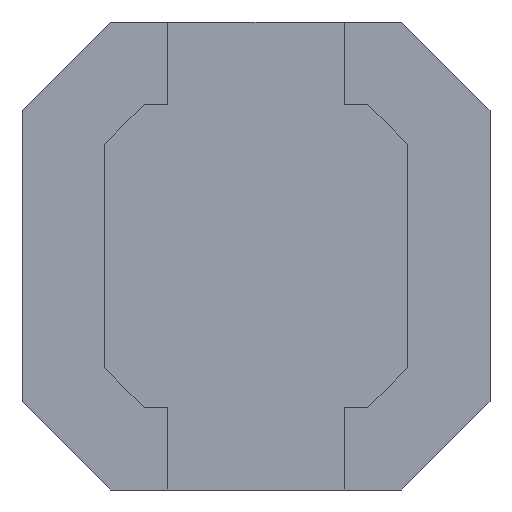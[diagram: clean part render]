
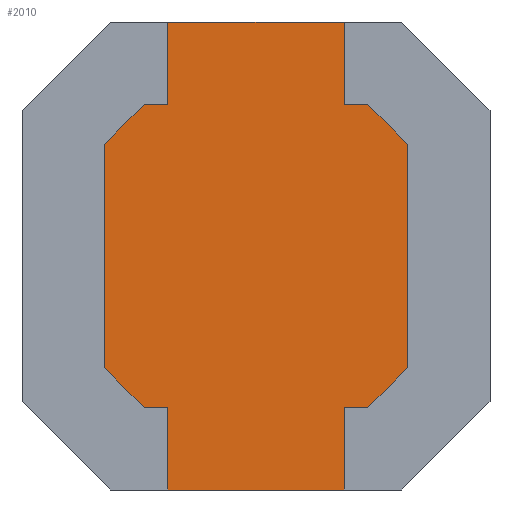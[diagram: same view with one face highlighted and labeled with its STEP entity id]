
A CAD part, front view. The second image highlights one B-rep face of the part: STEP entity #2010.
In plain terms, the highlighted planar face has unit normal (0, -1, 0).
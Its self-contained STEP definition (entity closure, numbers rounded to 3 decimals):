
#7 = EDGE_CURVE ( 'NONE', #734, #813, #3107, .T. ) ;
#75 = DIRECTION ( 'NONE',  ( 0., 0., 1. ) ) ;
#90 = VECTOR ( 'NONE', #2944, 1000. ) ;
#96 = CARTESIAN_POINT ( 'NONE',  ( -0.75, 0.15, 1.99 ) ) ;
#115 = DIRECTION ( 'NONE',  ( -0.707, 0., -0.707 ) ) ;
#239 = LINE ( 'NONE', #1886, #962 ) ;
#256 = LINE ( 'NONE', #2898, #2111 ) ;
#365 = LINE ( 'NONE', #2447, #996 ) ;
#371 = VERTEX_POINT ( 'NONE', #1783 ) ;
#423 = CARTESIAN_POINT ( 'NONE',  ( 0.75, 0.15, -1.99 ) ) ;
#428 = ORIENTED_EDGE ( 'NONE', *, *, #1423, .F. ) ;
#436 = CARTESIAN_POINT ( 'NONE',  ( 0.75, 0.15, -1.29 ) ) ;
#467 = VERTEX_POINT ( 'NONE', #1864 ) ;
#498 = VECTOR ( 'NONE', #3146, 1000. ) ;
#504 = VECTOR ( 'NONE', #75, 1000. ) ;
#602 = VECTOR ( 'NONE', #115, 1000. ) ;
#618 = EDGE_CURVE ( 'NONE', #2728, #1326, #1472, .T. ) ;
#624 = DIRECTION ( 'NONE',  ( 0., 0., 1. ) ) ;
#641 = EDGE_CURVE ( 'NONE', #796, #3016, #2538, .T. ) ;
#681 = DIRECTION ( 'NONE',  ( 0., 0., 1. ) ) ;
#685 = CARTESIAN_POINT ( 'NONE',  ( -0.75, 0.15, -1.99 ) ) ;
#691 = VECTOR ( 'NONE', #1673, 1000. ) ;
#696 = CARTESIAN_POINT ( 'NONE',  ( -0.75, 0.15, -1.29 ) ) ;
#734 = VERTEX_POINT ( 'NONE', #685 ) ;
#737 = EDGE_CURVE ( 'NONE', #1026, #2728, #775, .T. ) ;
#775 = LINE ( 'NONE', #436, #1479 ) ;
#776 = CARTESIAN_POINT ( 'NONE',  ( 0.75, 0.15, 1.99 ) ) ;
#787 = EDGE_CURVE ( 'NONE', #1845, #813, #1262, .T. ) ;
#793 = ORIENTED_EDGE ( 'NONE', *, *, #948, .T. ) ;
#796 = VERTEX_POINT ( 'NONE', #947 ) ;
#813 = VERTEX_POINT ( 'NONE', #696 ) ;
#844 = VECTOR ( 'NONE', #2225, 1000. ) ;
#852 = CARTESIAN_POINT ( 'NONE',  ( 0.75, 0.15, 1.99 ) ) ;
#876 = LINE ( 'NONE', #423, #844 ) ;
#896 = EDGE_CURVE ( 'NONE', #1721, #983, #1393, .T. ) ;
#907 = CARTESIAN_POINT ( 'NONE',  ( -0.95, 0.15, 1.29 ) ) ;
#908 = VECTOR ( 'NONE', #2330, 1000. ) ;
#924 = CARTESIAN_POINT ( 'NONE',  ( -1.29, 0.15, -0.95 ) ) ;
#928 = CARTESIAN_POINT ( 'NONE',  ( 0.75, 0.15, 1.99 ) ) ;
#947 = CARTESIAN_POINT ( 'NONE',  ( 0.75, 0.15, 1.29 ) ) ;
#948 = EDGE_CURVE ( 'NONE', #1326, #371, #256, .T. ) ;
#962 = VECTOR ( 'NONE', #1154, 1000. ) ;
#983 = VERTEX_POINT ( 'NONE', #3179 ) ;
#996 = VECTOR ( 'NONE', #1144, 1000. ) ;
#1016 = EDGE_CURVE ( 'NONE', #3314, #1043, #1438, .T. ) ;
#1026 = VERTEX_POINT ( 'NONE', #3188 ) ;
#1043 = VERTEX_POINT ( 'NONE', #924 ) ;
#1089 = VERTEX_POINT ( 'NONE', #2813 ) ;
#1105 = LINE ( 'NONE', #2291, #2341 ) ;
#1144 = DIRECTION ( 'NONE',  ( 0.707, 0., -0.707 ) ) ;
#1154 = DIRECTION ( 'NONE',  ( -1., 0., 0. ) ) ;
#1262 = LINE ( 'NONE', #2237, #90 ) ;
#1267 = VECTOR ( 'NONE', #2540, 1000. ) ;
#1307 = CARTESIAN_POINT ( 'NONE',  ( -0.75, 0.15, 1.99 ) ) ;
#1326 = VERTEX_POINT ( 'NONE', #2334 ) ;
#1339 = ORIENTED_EDGE ( 'NONE', *, *, #1942, .T. ) ;
#1364 = ORIENTED_EDGE ( 'NONE', *, *, #2273, .F. ) ;
#1393 = LINE ( 'NONE', #1649, #3174 ) ;
#1394 = VECTOR ( 'NONE', #1693, 1000. ) ;
#1401 = LINE ( 'NONE', #852, #498 ) ;
#1423 = EDGE_CURVE ( 'NONE', #983, #796, #1401, .T. ) ;
#1438 = LINE ( 'NONE', #1671, #1394 ) ;
#1471 = ORIENTED_EDGE ( 'NONE', *, *, #1612, .F. ) ;
#1472 = LINE ( 'NONE', #1918, #1777 ) ;
#1479 = VECTOR ( 'NONE', #2477, 1000. ) ;
#1569 = ORIENTED_EDGE ( 'NONE', *, *, #7, .F. ) ;
#1605 = ORIENTED_EDGE ( 'NONE', *, *, #896, .F. ) ;
#1612 = EDGE_CURVE ( 'NONE', #1026, #1759, #3054, .T. ) ;
#1616 = CARTESIAN_POINT ( 'NONE',  ( 0.75, 0.15, -1.99 ) ) ;
#1649 = CARTESIAN_POINT ( 'NONE',  ( 0.75, 0.15, 1.99 ) ) ;
#1654 = EDGE_CURVE ( 'NONE', #1043, #1845, #1105, .T. ) ;
#1671 = CARTESIAN_POINT ( 'NONE',  ( -1.29, 0.15, 0.95 ) ) ;
#1673 = DIRECTION ( 'NONE',  ( 1., 0., 0. ) ) ;
#1693 = DIRECTION ( 'NONE',  ( 0., 0., -1. ) ) ;
#1698 = ORIENTED_EDGE ( 'NONE', *, *, #737, .T. ) ;
#1719 = ORIENTED_EDGE ( 'NONE', *, *, #1654, .T. ) ;
#1721 = VERTEX_POINT ( 'NONE', #2112 ) ;
#1759 = VERTEX_POINT ( 'NONE', #1616 ) ;
#1777 = VECTOR ( 'NONE', #2181, 1000. ) ;
#1783 = CARTESIAN_POINT ( 'NONE',  ( 1.29, 0.15, 0.95 ) ) ;
#1845 = VERTEX_POINT ( 'NONE', #2914 ) ;
#1864 = CARTESIAN_POINT ( 'NONE',  ( -0.75, 0.15, 1.29 ) ) ;
#1886 = CARTESIAN_POINT ( 'NONE',  ( -0.75, 0.15, 1.29 ) ) ;
#1918 = CARTESIAN_POINT ( 'NONE',  ( 0.95, 0.15, -1.29 ) ) ;
#1942 = EDGE_CURVE ( 'NONE', #467, #1089, #239, .T. ) ;
#2010 = ADVANCED_FACE ( 'NONE', ( #2134 ), #2977, .F. ) ;
#2111 = VECTOR ( 'NONE', #624, 1000. ) ;
#2112 = CARTESIAN_POINT ( 'NONE',  ( -0.75, 0.15, 1.99 ) ) ;
#2134 = FACE_OUTER_BOUND ( 'NONE', #2778, .T. ) ;
#2176 = LINE ( 'NONE', #907, #602 ) ;
#2181 = DIRECTION ( 'NONE',  ( 0.707, 0., 0.707 ) ) ;
#2201 = DIRECTION ( 'NONE',  ( 0., 1., 0. ) ) ;
#2225 = DIRECTION ( 'NONE',  ( -1., 0., 0. ) ) ;
#2237 = CARTESIAN_POINT ( 'NONE',  ( -0.95, 0.15, -1.29 ) ) ;
#2270 = ORIENTED_EDGE ( 'NONE', *, *, #641, .F. ) ;
#2273 = EDGE_CURVE ( 'NONE', #467, #1721, #2635, .T. ) ;
#2291 = CARTESIAN_POINT ( 'NONE',  ( -1.29, 0.15, -0.95 ) ) ;
#2293 = ORIENTED_EDGE ( 'NONE', *, *, #3033, .F. ) ;
#2320 = DIRECTION ( 'NONE',  ( 0.707, 0., -0.707 ) ) ;
#2327 = ORIENTED_EDGE ( 'NONE', *, *, #787, .T. ) ;
#2329 = ORIENTED_EDGE ( 'NONE', *, *, #3263, .F. ) ;
#2330 = DIRECTION ( 'NONE',  ( 0., 0., 1. ) ) ;
#2334 = CARTESIAN_POINT ( 'NONE',  ( 1.29, 0.15, -0.95 ) ) ;
#2341 = VECTOR ( 'NONE', #2320, 1000. ) ;
#2377 = EDGE_CURVE ( 'NONE', #1089, #3314, #2176, .T. ) ;
#2390 = DIRECTION ( 'NONE',  ( 1., 0., 0. ) ) ;
#2447 = CARTESIAN_POINT ( 'NONE',  ( 0.95, 0.15, 1.29 ) ) ;
#2477 = DIRECTION ( 'NONE',  ( 1., 0., 0. ) ) ;
#2538 = LINE ( 'NONE', #3191, #691 ) ;
#2540 = DIRECTION ( 'NONE',  ( 0., 0., -1. ) ) ;
#2585 = CARTESIAN_POINT ( 'NONE',  ( 0.95, 0.15, -1.29 ) ) ;
#2608 = ORIENTED_EDGE ( 'NONE', *, *, #618, .T. ) ;
#2635 = LINE ( 'NONE', #96, #504 ) ;
#2728 = VERTEX_POINT ( 'NONE', #2585 ) ;
#2778 = EDGE_LOOP ( 'NONE', ( #1364, #1339, #2839, #3277, #1719, #2327, #1569, #2329, #1471, #1698, #2608, #793, #2293, #2270, #428, #1605 ) ) ;
#2813 = CARTESIAN_POINT ( 'NONE',  ( -0.95, 0.15, 1.29 ) ) ;
#2839 = ORIENTED_EDGE ( 'NONE', *, *, #2377, .T. ) ;
#2898 = CARTESIAN_POINT ( 'NONE',  ( 1.29, 0.15, -0.95 ) ) ;
#2914 = CARTESIAN_POINT ( 'NONE',  ( -0.95, 0.15, -1.29 ) ) ;
#2944 = DIRECTION ( 'NONE',  ( 1., 0., 0. ) ) ;
#2977 = PLANE ( 'NONE',  #3140 ) ;
#3016 = VERTEX_POINT ( 'NONE', #3147 ) ;
#3033 = EDGE_CURVE ( 'NONE', #3016, #371, #365, .T. ) ;
#3054 = LINE ( 'NONE', #776, #1267 ) ;
#3107 = LINE ( 'NONE', #1307, #908 ) ;
#3140 = AXIS2_PLACEMENT_3D ( 'NONE', #928, #2201, #681 ) ;
#3146 = DIRECTION ( 'NONE',  ( 0., 0., -1. ) ) ;
#3147 = CARTESIAN_POINT ( 'NONE',  ( 0.95, 0.15, 1.29 ) ) ;
#3174 = VECTOR ( 'NONE', #2390, 1000. ) ;
#3179 = CARTESIAN_POINT ( 'NONE',  ( 0.75, 0.15, 1.99 ) ) ;
#3188 = CARTESIAN_POINT ( 'NONE',  ( 0.75, 0.15, -1.29 ) ) ;
#3191 = CARTESIAN_POINT ( 'NONE',  ( 0.75, 0.15, 1.29 ) ) ;
#3263 = EDGE_CURVE ( 'NONE', #1759, #734, #876, .T. ) ;
#3276 = CARTESIAN_POINT ( 'NONE',  ( -1.29, 0.15, 0.95 ) ) ;
#3277 = ORIENTED_EDGE ( 'NONE', *, *, #1016, .T. ) ;
#3314 = VERTEX_POINT ( 'NONE', #3276 ) ;
